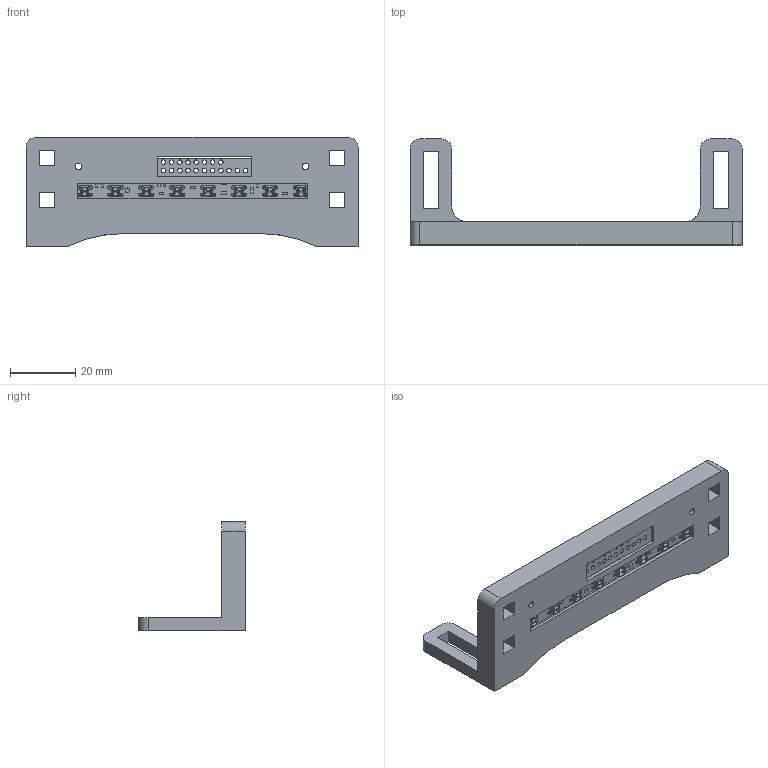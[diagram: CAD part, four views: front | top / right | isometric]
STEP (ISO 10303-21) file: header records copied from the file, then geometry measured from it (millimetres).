
FILE_DESCRIPTION(/* description */ (''),/* implementation_level */ '2;1');
FILE_NAME(/* name */ 'Qtr-8A v1.step',/* time_stamp */ '2018-09-09T17:12:13-04:00',/* author */ ('Xaveagle'),/* organization */ (''),/* preprocessor_version */ 'ST-DEVELOPER v17.2',/* originating_system */ 'Autodesk Translation Framework v7.6.0.251',/* authorisation */ '');
FILE_SCHEMA (('AUTOMOTIVE_DESIGN { 1 0 10303 214 3 1 1 }'));
Length unit declared in the file: millimetre
Products named in the file (3): Qtr-8A; QTR-8; QTR-8 Mount
Assembly tree (2 placements, depth 2):
  Qtr-8A
    QTR-8
    QTR-8 Mount
Bounding box: 101.6 x 32.51 x 33.4 mm (x, y, z)
Volume: 19314.8 mm3; surface area: 16170.4 mm2
Topology: 3 solids, 3 shells, 641 faces, 1685 edges, 1136 vertices
Faces by surface type: plane 384, cylinder 129, bspline 128
Full cylindrical faces by diameter (mm): 1.4 x27, 2.032 x4, 2.5 x4, 4.5 x2
Entity records: 20871 total; most frequent: CARTESIAN_POINT 4125, ORIENTED_EDGE 3370, DIRECTION 3079, EDGE_CURVE 1685, LINE 1323, VECTOR 1323, VERTEX_POINT 1136, EDGE_LOOP 879
